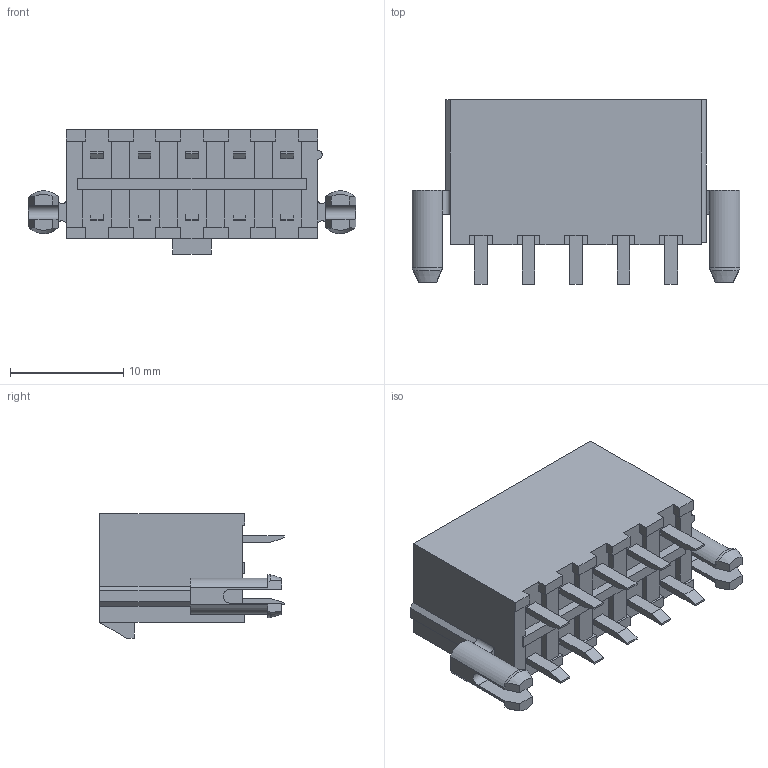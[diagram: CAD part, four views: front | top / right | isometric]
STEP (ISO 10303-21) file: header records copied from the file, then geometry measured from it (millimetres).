
FILE_DESCRIPTION((''),'2;1');
FILE_NAME('039299103','2015-02-16T',('me'),(''),'PRO/ENGINEER BY PARAMETRIC TECHNOLOGY CORPORATION, 2011490','PRO/ENGINEER BY PARAMETRIC TECHNOLOGY CORPORATION, 2011490','');
FILE_SCHEMA(('CONFIG_CONTROL_DESIGN'));
Length unit declared in the file: millimetre
Products named in the file (1): 039299103
Bounding box: 28.98 x 16.3 x 11 mm (x, y, z)
Volume: 1696.3 mm3; surface area: 3195.2 mm2
Topology: 1 solids, 1 shells, 330 faces, 903 edges, 608 vertices
Faces by surface type: plane 311, cylinder 15, cone 4
Entity records: 10296 total; most frequent: CARTESIAN_POINT 1862, ORIENTED_EDGE 1754, DIRECTION 1607, EDGE_CURVE 877, VECTOR 829, LINE 829, VERTEX_POINT 580, AXIS2_PLACEMENT_3D 389
